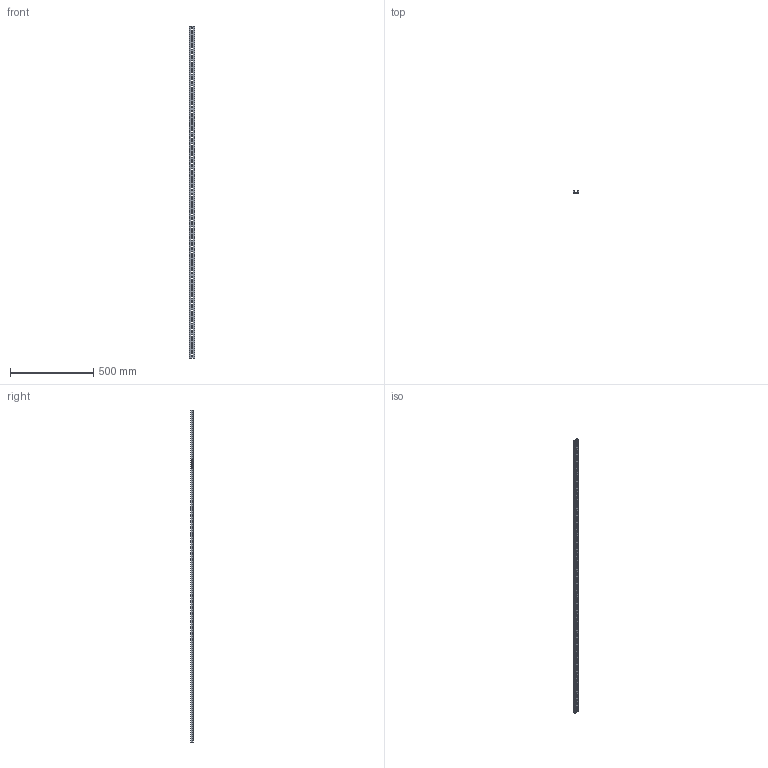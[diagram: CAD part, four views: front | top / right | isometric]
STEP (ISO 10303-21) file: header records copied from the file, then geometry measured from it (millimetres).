
FILE_DESCRIPTION (( 'STEP AP214' ), '1' );
FILE_NAME ('1112708_KSTP1.stp', '2018-07-27T10:56:52', ( '' ), ( '' ), 'SwSTEP 2.0', 'SolidWorks 2016', '' );
FILE_SCHEMA (( 'AUTOMOTIVE_DESIGN' ));
Length unit declared in the file: millimetre
Products named in the file (1): 1112708_KSTP1
Bounding box: 35 x 18 x 2000 mm (x, y, z)
Volume: 272069.6 mm3; surface area: 287195.8 mm2
Topology: 1 solids, 1 shells, 356 faces, 973 edges, 638 vertices
Faces by surface type: plane 187, cylinder 106, bspline 63
Entity records: 14532 total; most frequent: CARTESIAN_POINT 5566, ORIENTED_EDGE 1946, DIRECTION 1647, EDGE_CURVE 973, VERTEX_POINT 638, LINE 635, VECTOR 635, AXIS2_PLACEMENT_3D 506
